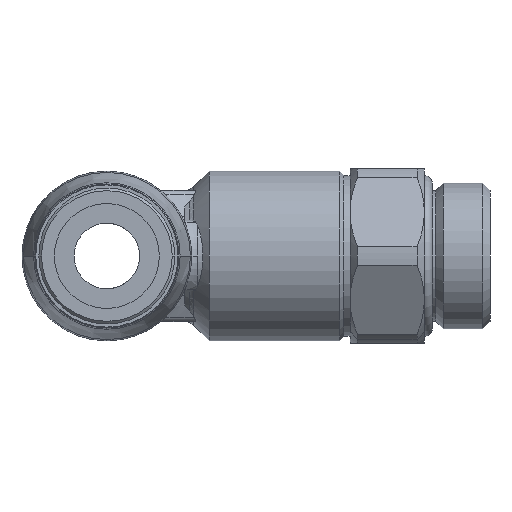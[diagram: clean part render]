
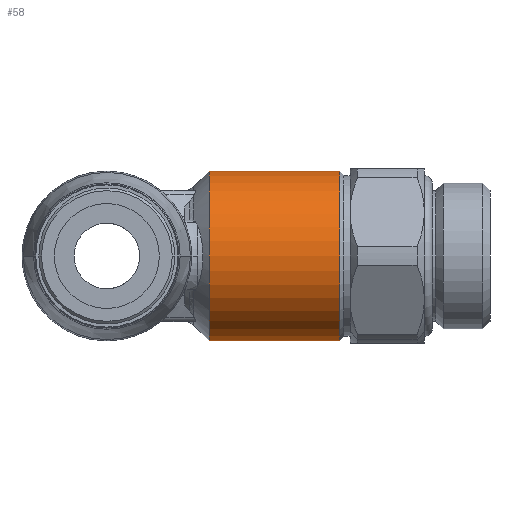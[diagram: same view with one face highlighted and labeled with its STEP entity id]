
A CAD part, left-side view. The second image highlights one B-rep face of the part: STEP entity #58.
In plain terms, the highlighted cylindrical face has radius 9.7 mm (diameter 19.4 mm), a partial arc.
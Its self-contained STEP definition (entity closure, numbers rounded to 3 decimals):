
#58=ADVANCED_FACE('',(#295),#296,.T.);
#295=FACE_OUTER_BOUND('',#758,.T.);
#296=CYLINDRICAL_SURFACE('',#759,9.7);
#758=EDGE_LOOP('',(#1315,#1316,#1317,#1318));
#759=AXIS2_PLACEMENT_3D('',#1319,#1320,#1321);
#1315=ORIENTED_EDGE('',*,*,#3126,.F.);
#1316=ORIENTED_EDGE('',*,*,#3127,.T.);
#1317=ORIENTED_EDGE('',*,*,#3128,.F.);
#1318=ORIENTED_EDGE('',*,*,#3129,.T.);
#1319=CARTESIAN_POINT('',(0.,-15.285,0.));
#1320=DIRECTION('',(0.,-1.0,0.));
#1321=DIRECTION('',(0.,0.,1.0));
#3126=EDGE_CURVE('',#3788,#3789,#3790,.T.);
#3127=EDGE_CURVE('',#3788,#3791,#3792,.T.);
#3128=EDGE_CURVE('',#3793,#3791,#3794,.T.);
#3129=EDGE_CURVE('',#3793,#3789,#3795,.T.);
#3788=VERTEX_POINT('',#5064);
#3789=VERTEX_POINT('',#5065);
#3790=LINE('',#5066,#5067);
#3791=VERTEX_POINT('',#5068);
#3792=CIRCLE('',#5069,9.7);
#3793=VERTEX_POINT('',#5070);
#3794=LINE('',#5071,#5072);
#3795=CIRCLE('',#5073,9.7);
#5064=CARTESIAN_POINT('',(0.,-11.71,9.7));
#5065=CARTESIAN_POINT('',(0.,-26.6,9.7));
#5066=CARTESIAN_POINT('',(0.,-15.285,9.7));
#5067=VECTOR('',#7734,1.0);
#5068=CARTESIAN_POINT('',(0.,-11.71,-9.7));
#5069=AXIS2_PLACEMENT_3D('',#7735,#7736,#7737);
#5070=CARTESIAN_POINT('',(0.,-26.6,-9.7));
#5071=CARTESIAN_POINT('',(0.,-15.285,-9.7));
#5072=VECTOR('',#7738,1.0);
#5073=AXIS2_PLACEMENT_3D('',#7739,#7740,#7741);
#7734=DIRECTION('',(0.,-1.0,0.));
#7735=CARTESIAN_POINT('',(0.,-11.71,0.));
#7736=DIRECTION('',(0.,-1.0,0.));
#7737=DIRECTION('',(0.,0.,1.0));
#7738=DIRECTION('',(0.,1.0,0.));
#7739=CARTESIAN_POINT('',(0.,-26.6,0.));
#7740=DIRECTION('',(0.,1.0,0.));
#7741=DIRECTION('',(0.,0.,-1.0));
